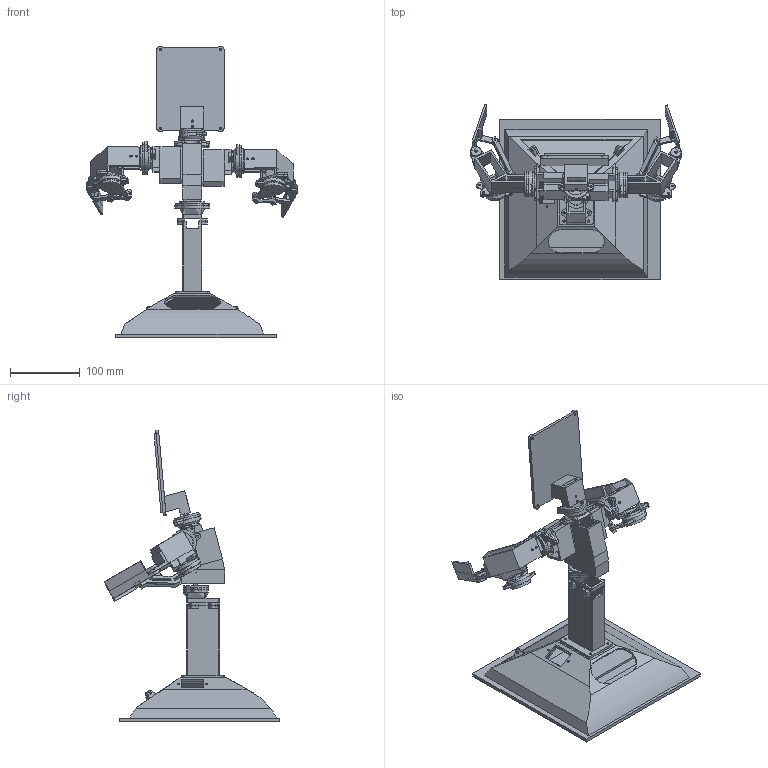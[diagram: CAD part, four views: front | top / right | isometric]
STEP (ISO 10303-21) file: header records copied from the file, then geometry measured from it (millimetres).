
FILE_DESCRIPTION(('FreeCAD Model'),'2;1');
FILE_NAME('Open CASCADE Shape Model','2023-09-29T20:58:57',(''),(''), 'Open CASCADE STEP processor 7.6','FreeCAD','Unknown');
FILE_SCHEMA(('AUTOMOTIVE_DESIGN { 1 0 10303 214 1 1 1 1 }'));
Length unit declared in the file: millimetre
Products named in the file (18): Full_Robot; 1_Stand_Main_001; 1_Stand_Cap_1_001; 1_Stand_Cap_2_001; 2_Chest_Joint_Big_001; 2_Chest_Main_2_001; 2_Chest_Motor_Cap_001; 2_Chest_Joint_Small_001; 2_Chest_Joint_Cap_001; 3_Head_Mount_Tall_001; 3_Head_Tall_001; Arm_001; Arm_002 (Mirror #1); Screen_001; Table_001; 0_Base_Box_001; 0_Base_Door_001; 0_Base_Switch_001
Assembly tree (17 placements, depth 2):
  Full_Robot
    1_Stand_Main_001
    1_Stand_Cap_1_001
    1_Stand_Cap_2_001
    2_Chest_Joint_Big_001
    2_Chest_Main_2_001
    2_Chest_Motor_Cap_001
    2_Chest_Joint_Small_001
    2_Chest_Joint_Cap_001
    3_Head_Mount_Tall_001
    3_Head_Tall_001
    Arm_001
    Arm_002 (Mirror #1)
    Screen_001
    Table_001
    0_Base_Box_001
    0_Base_Door_001
    0_Base_Switch_001
Bounding box: 301.19 x 251.41 x 417.64 mm (x, y, z)
Volume: 884788.5 mm3; surface area: 531548.9 mm2
Topology: 35 solids, 35 shells, 1179 faces, 3038 edges, 1933 vertices
Faces by surface type: plane 715, cylinder 301, bspline 141, torus 12, cone 10
Full cylindrical faces by diameter (mm): 2 x24, 2.1 x2, 2.2 x10, 3.1 x68, 3.2 x26, 3.3 x4, 25 x3, 27 x4, 30 x6, 30.8 x10, 36 x9
Entity records: 37543 total; most frequent: CARTESIAN_POINT 7834, ORIENTED_EDGE 6072, DIRECTION 5805, EDGE_CURVE 3036, LINE 2065, VECTOR 2065, VERTEX_POINT 1933, AXIS2_PLACEMENT_3D 1870
